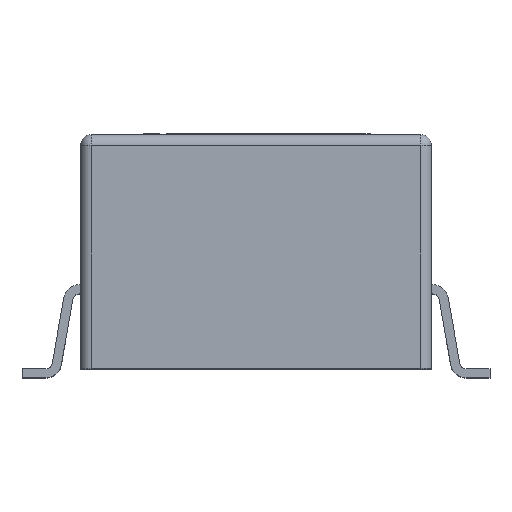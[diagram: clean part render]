
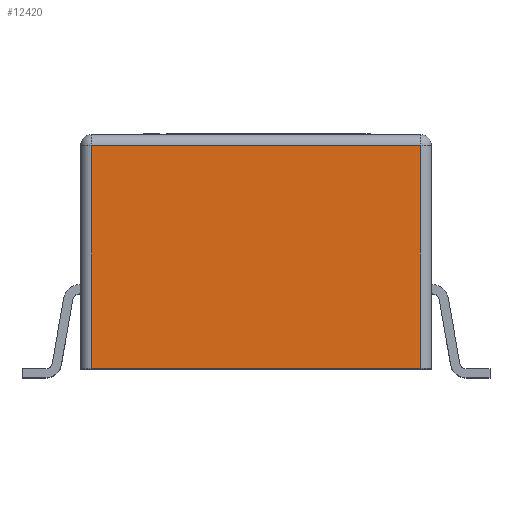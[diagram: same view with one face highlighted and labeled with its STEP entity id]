
A CAD part, top view. The second image highlights one B-rep face of the part: STEP entity #12420.
In plain terms, the highlighted planar face has unit normal (0, 0, 1).
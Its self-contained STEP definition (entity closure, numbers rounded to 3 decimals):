
#234 = VECTOR ( 'NONE', #22861, 1000. ) ;
#560 = CARTESIAN_POINT ( 'NONE',  ( 4.46, 0., 4.445 ) ) ;
#700 = LINE ( 'NONE', #25666, #234 ) ;
#790 = CARTESIAN_POINT ( 'NONE',  ( -4.46, 6.05, 4.445 ) ) ;
#804 = VERTEX_POINT ( 'NONE', #790 ) ;
#937 = LINE ( 'NONE', #20236, #25549 ) ;
#1279 = CARTESIAN_POINT ( 'NONE',  ( 4.76, 0., 4.445 ) ) ;
#1414 = LINE ( 'NONE', #26354, #5531 ) ;
#2398 = ORIENTED_EDGE ( 'NONE', *, *, #22118, .T. ) ;
#3202 = EDGE_LOOP ( 'NONE', ( #24988, #10230, #20469, #2398 ) ) ;
#3444 = DIRECTION ( 'NONE',  ( 1., 0., 0. ) ) ;
#4164 = LINE ( 'NONE', #1279, #7113 ) ;
#4226 = EDGE_CURVE ( 'NONE', #804, #24840, #700, .T. ) ;
#5531 = VECTOR ( 'NONE', #23542, 1000. ) ;
#6305 = DIRECTION ( 'NONE',  ( 0., 0., 1. ) ) ;
#7113 = VECTOR ( 'NONE', #26220, 1000. ) ;
#8603 = FACE_OUTER_BOUND ( 'NONE', #3202, .T. ) ;
#9150 = CARTESIAN_POINT ( 'NONE',  ( 4.76, 6.35, 4.445 ) ) ;
#10230 = ORIENTED_EDGE ( 'NONE', *, *, #4226, .T. ) ;
#11635 = AXIS2_PLACEMENT_3D ( 'NONE', #9150, #6305, #3444 ) ;
#11979 = PLANE ( 'NONE',  #11635 ) ;
#12420 = ADVANCED_FACE ( 'NONE', ( #8603 ), #11979, .T. ) ;
#12421 = VERTEX_POINT ( 'NONE', #560 ) ;
#13111 = EDGE_CURVE ( 'NONE', #17804, #804, #937, .T. ) ;
#17364 = DIRECTION ( 'NONE',  ( -1., 0., 0. ) ) ;
#17804 = VERTEX_POINT ( 'NONE', #20393 ) ;
#20236 = CARTESIAN_POINT ( 'NONE',  ( -4.76, 6.05, 4.445 ) ) ;
#20393 = CARTESIAN_POINT ( 'NONE',  ( 4.46, 6.05, 4.445 ) ) ;
#20469 = ORIENTED_EDGE ( 'NONE', *, *, #21520, .F. ) ;
#21520 = EDGE_CURVE ( 'NONE', #12421, #24840, #4164, .T. ) ;
#22118 = EDGE_CURVE ( 'NONE', #12421, #17804, #1414, .T. ) ;
#22427 = CARTESIAN_POINT ( 'NONE',  ( -4.46, 0., 4.445 ) ) ;
#22861 = DIRECTION ( 'NONE',  ( 0., -1., 0. ) ) ;
#23542 = DIRECTION ( 'NONE',  ( 0., 1., 0. ) ) ;
#24840 = VERTEX_POINT ( 'NONE', #22427 ) ;
#24988 = ORIENTED_EDGE ( 'NONE', *, *, #13111, .T. ) ;
#25549 = VECTOR ( 'NONE', #17364, 1000. ) ;
#25666 = CARTESIAN_POINT ( 'NONE',  ( -4.46, 0., 4.445 ) ) ;
#26220 = DIRECTION ( 'NONE',  ( -1., 0., 0. ) ) ;
#26354 = CARTESIAN_POINT ( 'NONE',  ( 4.46, 6.35, 4.445 ) ) ;
